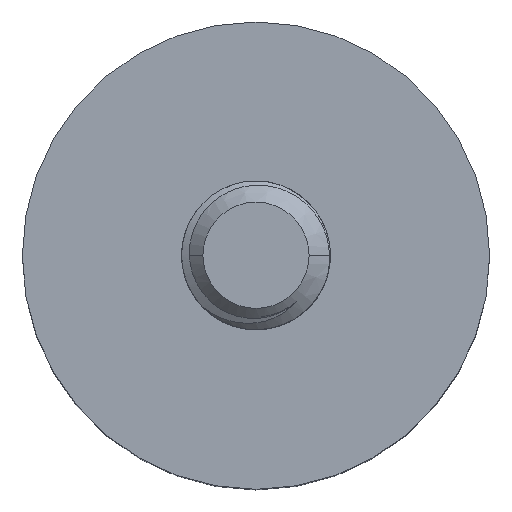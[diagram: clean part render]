
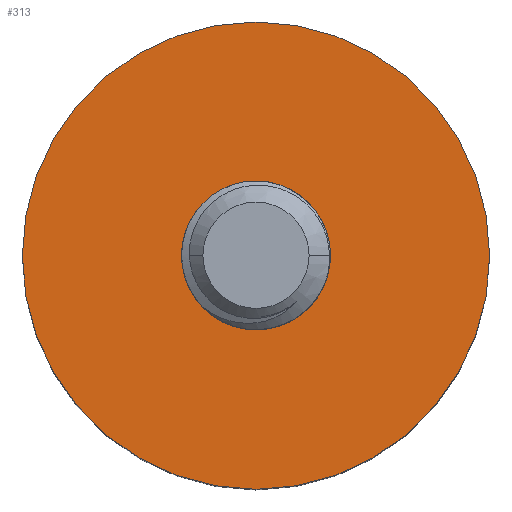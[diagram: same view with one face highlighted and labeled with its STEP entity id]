
A CAD part, top view. The second image highlights one B-rep face of the part: STEP entity #313.
In plain terms, the highlighted planar face has unit normal (0, 0, 1).
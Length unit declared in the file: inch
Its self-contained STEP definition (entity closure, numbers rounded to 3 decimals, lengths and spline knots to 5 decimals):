
#218 = EDGE_CURVE ( 'NONE', #219, #273, #1569, .T. ) ;
#219 = VERTEX_POINT ( 'NONE', #1619 ) ;
#273 = VERTEX_POINT ( 'NONE', #2010 ) ;
#291 = VERTEX_POINT ( 'NONE', #2014 ) ;
#293 = EDGE_CURVE ( 'NONE', #294, #291, #2065, .T. ) ;
#294 = VERTEX_POINT ( 'NONE', #2060 ) ;
#310 = EDGE_CURVE ( 'NONE', #273, #219, #2087, .T. ) ;
#313 = ADVANCED_FACE ( 'NONE', ( #2082, #2081 ), #2125, .T. ) ;
#314 = EDGE_LOOP ( 'NONE', ( #315, #316 ) ) ;
#315 = ORIENTED_EDGE ( 'NONE', *, *, #310, .T. ) ;
#316 = ORIENTED_EDGE ( 'NONE', *, *, #218, .T. ) ;
#317 = EDGE_LOOP ( 'NONE', ( #318, #319 ) ) ;
#318 = ORIENTED_EDGE ( 'NONE', *, *, #293, .T. ) ;
#319 = ORIENTED_EDGE ( 'NONE', *, *, #320, .T. ) ;
#320 = EDGE_CURVE ( 'NONE', #291, #294, #2119, .T. ) ;
#1567 = CARTESIAN_POINT ( 'NONE',  ( -0.12299, 0.15394, 0.31464 ) ) ;
#1568 = AXIS2_PLACEMENT_3D ( 'NONE', #1567, #1621, #1620 ) ;
#1569 = CIRCLE ( 'NONE', #1568, 0.21654 ) ;
#1619 = CARTESIAN_POINT ( 'NONE',  ( 0.09355, 0.15394, 0.31464 ) ) ;
#1620 = DIRECTION ( 'NONE',  ( 1., 0., 0. ) ) ;
#1621 = DIRECTION ( 'NONE',  ( 0., 0., 1. ) ) ;
#2010 = CARTESIAN_POINT ( 'NONE',  ( -0.33952, 0.15394, 0.31464 ) ) ;
#2014 = CARTESIAN_POINT ( 'NONE',  ( -0.06787, 0.15394, 0.31464 ) ) ;
#2060 = CARTESIAN_POINT ( 'NONE',  ( -0.1781, 0.15394, 0.31464 ) ) ;
#2061 = DIRECTION ( 'NONE',  ( -1., 0., 0. ) ) ;
#2062 = DIRECTION ( 'NONE',  ( 0., 0., -1. ) ) ;
#2063 = CARTESIAN_POINT ( 'NONE',  ( -0.12299, 0.15394, 0.31464 ) ) ;
#2064 = AXIS2_PLACEMENT_3D ( 'NONE', #2063, #2062, #2061 ) ;
#2065 = CIRCLE ( 'NONE', #2064, 0.05512 ) ;
#2081 = FACE_BOUND ( 'NONE', #317, .T. ) ;
#2082 = FACE_OUTER_BOUND ( 'NONE', #314, .T. ) ;
#2083 = DIRECTION ( 'NONE',  ( 1., 0., 0. ) ) ;
#2084 = DIRECTION ( 'NONE',  ( 0., 0., 1. ) ) ;
#2085 = CARTESIAN_POINT ( 'NONE',  ( -0.12299, 0.15394, 0.31464 ) ) ;
#2086 = AXIS2_PLACEMENT_3D ( 'NONE', #2085, #2084, #2083 ) ;
#2087 = CIRCLE ( 'NONE', #2086, 0.21654 ) ;
#2115 = DIRECTION ( 'NONE',  ( -1., 0., 0. ) ) ;
#2116 = DIRECTION ( 'NONE',  ( 0., 0., -1. ) ) ;
#2117 = CARTESIAN_POINT ( 'NONE',  ( -0.12299, 0.15394, 0.31464 ) ) ;
#2118 = AXIS2_PLACEMENT_3D ( 'NONE', #2117, #2116, #2115 ) ;
#2119 = CIRCLE ( 'NONE', #2118, 0.05512 ) ;
#2121 = DIRECTION ( 'NONE',  ( 1., 0., 0. ) ) ;
#2122 = DIRECTION ( 'NONE',  ( 0., 0., 1. ) ) ;
#2123 = CARTESIAN_POINT ( 'NONE',  ( -0.12299, 0.15394, 0.31464 ) ) ;
#2124 = AXIS2_PLACEMENT_3D ( 'NONE', #2123, #2122, #2121 ) ;
#2125 = PLANE ( 'NONE',  #2124 ) ;
